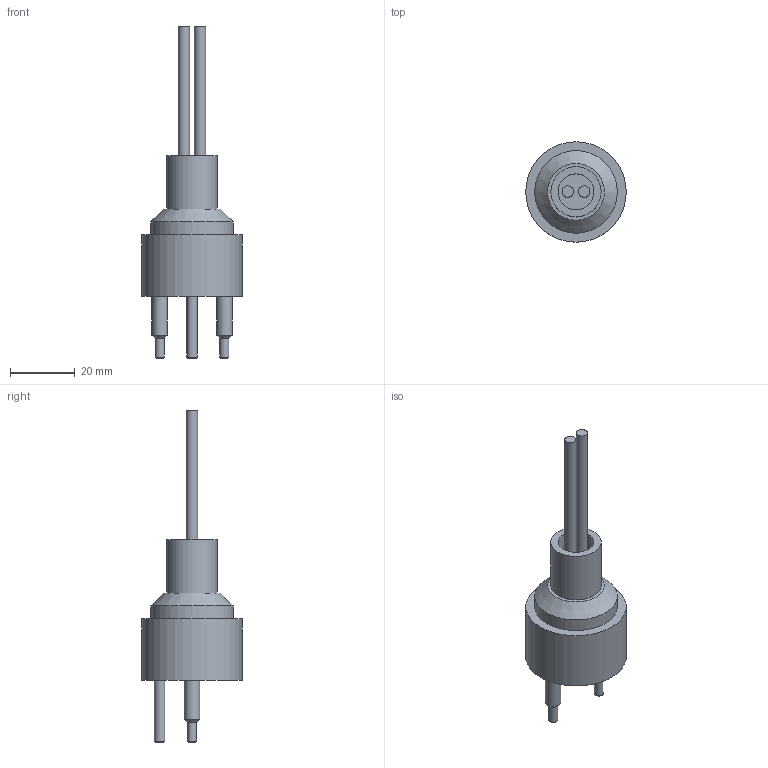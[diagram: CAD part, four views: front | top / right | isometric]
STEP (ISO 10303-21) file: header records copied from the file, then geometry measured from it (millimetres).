
FILE_DESCRIPTION(/* description */ (''),/* implementation_level */ '2;1');
FILE_NAME(/* name */ 'OMB2M.stp',/* time_stamp */ '2014-11-11T15:32:36+01:00',/* author */ ('sh'),/* organization */ (''),/* preprocessor_version */ 'ST-DEVELOPER v15.2',/* originating_system */ 'Autodesk Inventor 2014',/* authorisation */ '');
FILE_SCHEMA (('AUTOMOTIVE_DESIGN { 1 0 10303 214 3 1 1 }'));
Length unit declared in the file: millimetre
Products named in the file (1): OMB2M
Bounding box: 31 x 31 x 102.5 mm (x, y, z)
Volume: 21139.2 mm3; surface area: 7078.3 mm2
Topology: 1 solids, 1 shells, 57 faces, 127 edges, 82 vertices
Faces by surface type: plane 28, bspline 12, cylinder 11, cone 6
Full cylindrical faces by diameter (mm): 2.8 x2, 3.2 x1, 3.5 x2, 4.8 x2, 11.1 x1, 15.5 x1, 25.5 x1, 31 x1
Entity records: 1654 total; most frequent: CARTESIAN_POINT 442, ORIENTED_EDGE 220, DIRECTION 204, EDGE_CURVE 110, EDGE_LOOP 84, VERTEX_POINT 82, AXIS2_PLACEMENT_3D 72, LINE 60
